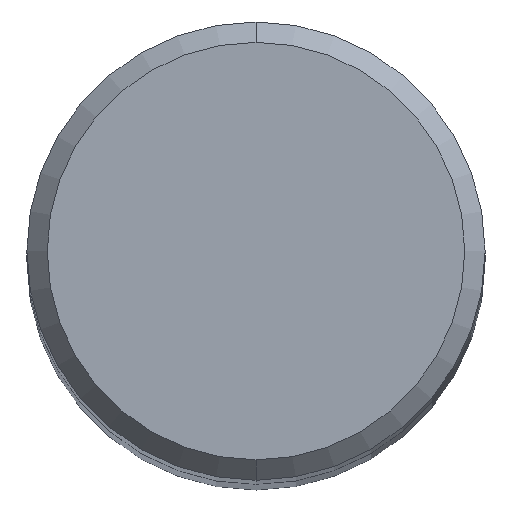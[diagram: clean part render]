
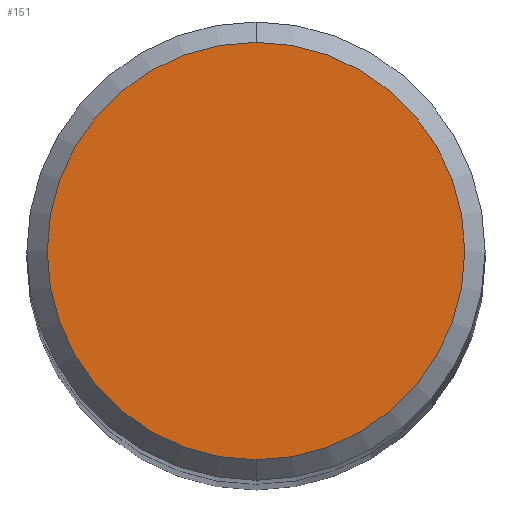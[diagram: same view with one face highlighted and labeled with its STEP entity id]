
A CAD part, top view. The second image highlights one B-rep face of the part: STEP entity #151.
In plain terms, the highlighted planar face has unit normal (0, 0, 1).
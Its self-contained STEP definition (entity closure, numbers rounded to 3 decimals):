
#111=VERTEX_POINT('',#234);
#113=EDGE_CURVE('',#117,#111,#236,.T.);
#117=VERTEX_POINT('',#240);
#151=ADVANCED_FACE('',(#277),#278,.T.);
#153=EDGE_CURVE('',#111,#117,#280,.T.);
#234=CARTESIAN_POINT('',(0.,-8.2,0.0));
#236=CIRCLE('',#374,8.2);
#240=CARTESIAN_POINT('',(0.0,8.2,0.0));
#277=FACE_OUTER_BOUND('',#423,.T.);
#278=PLANE('',#424);
#280=CIRCLE('',#427,8.2);
#374=AXIS2_PLACEMENT_3D('',#509,#510,#511);
#423=EDGE_LOOP('',(#550,#551));
#424=AXIS2_PLACEMENT_3D('',#552,#553,#554);
#427=AXIS2_PLACEMENT_3D('',#555,#556,#557);
#509=CARTESIAN_POINT('',(0.0,0.0,0.0));
#510=DIRECTION('',(0.0,0.0,-1.0));
#511=DIRECTION('',(0.0,1.0,0.0));
#550=ORIENTED_EDGE('',*,*,#113,.F.);
#551=ORIENTED_EDGE('',*,*,#153,.F.);
#552=CARTESIAN_POINT('',(0.0,4.1,0.0));
#553=DIRECTION('',(-0.0,0.0,1.0));
#554=DIRECTION('',(0.0,-1.0,0.0));
#555=CARTESIAN_POINT('',(0.0,0.0,0.0));
#556=DIRECTION('',(0.0,0.0,-1.0));
#557=DIRECTION('',(0.0,1.0,0.0));
